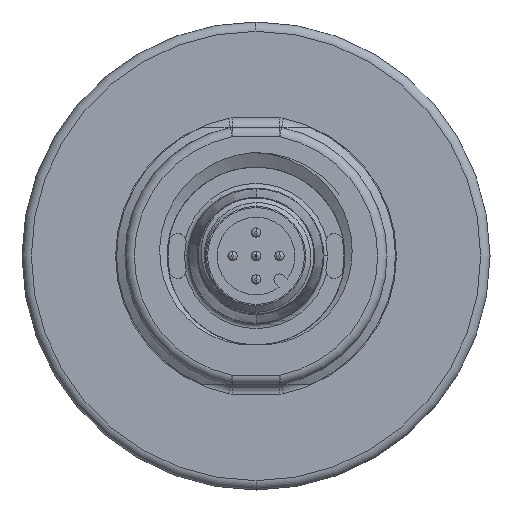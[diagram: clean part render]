
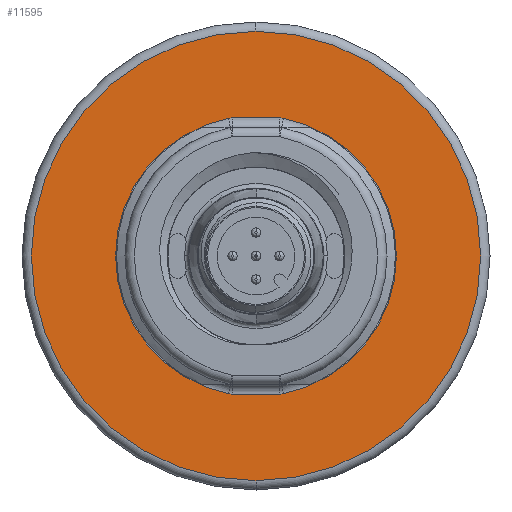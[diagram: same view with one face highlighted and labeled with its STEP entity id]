
A CAD part, front view. The second image highlights one B-rep face of the part: STEP entity #11595.
In plain terms, the highlighted planar face has unit normal (0, -1, 0).
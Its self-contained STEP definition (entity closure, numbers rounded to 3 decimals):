
#2359=CARTESIAN_POINT('',(0.,-3.,0.));
#2360=DIRECTION('',(0.,1.,0.));
#2361=DIRECTION('',(0.,0.,-1.));
#2362=AXIS2_PLACEMENT_3D('',#2359,#2360,#2361);
#2364=CARTESIAN_POINT('',(0.,-3.,0.));
#2365=DIRECTION('',(0.,1.,0.));
#2366=DIRECTION('',(0.,0.,1.));
#2367=AXIS2_PLACEMENT_3D('',#2364,#2365,#2366);
#2369=CARTESIAN_POINT('',(0.,-3.,0.));
#2370=DIRECTION('',(0.,-1.,0.));
#2371=DIRECTION('',(-0.195,0.,0.981));
#2372=AXIS2_PLACEMENT_3D('',#2369,#2370,#2371);
#2374=CARTESIAN_POINT('',(-2.537,-3.,-12.75));
#2375=DIRECTION('',(0.,-1.,0.));
#2376=DIRECTION('',(-0.195,0.,-0.981));
#2377=AXIS2_PLACEMENT_3D('',#2374,#2375,#2376);
#2379=DIRECTION('',(1.,0.,0.));
#2380=VECTOR('',#2379,5.074);
#2381=CARTESIAN_POINT('',(-2.537,-3.,-14.75));
#2382=LINE('',#2381,#2380);
#2383=CARTESIAN_POINT('',(2.537,-3.,-12.75));
#2384=DIRECTION('',(0.,-1.,0.));
#2385=DIRECTION('',(0.,0.,-1.));
#2386=AXIS2_PLACEMENT_3D('',#2383,#2384,#2385);
#2388=CARTESIAN_POINT('',(0.,-3.,0.));
#2389=DIRECTION('',(0.,-1.,0.));
#2390=DIRECTION('',(0.195,0.,-0.981));
#2391=AXIS2_PLACEMENT_3D('',#2388,#2389,#2390);
#2393=CARTESIAN_POINT('',(2.537,-3.,12.75));
#2394=DIRECTION('',(0.,-1.,0.));
#2395=DIRECTION('',(0.195,0.,0.981));
#2396=AXIS2_PLACEMENT_3D('',#2393,#2394,#2395);
#2398=DIRECTION('',(-1.,0.,0.));
#2399=VECTOR('',#2398,5.074);
#2400=CARTESIAN_POINT('',(2.537,-3.,14.75));
#2401=LINE('',#2400,#2399);
#2402=CARTESIAN_POINT('',(-2.537,-3.,12.75));
#2403=DIRECTION('',(0.,-1.,0.));
#2404=DIRECTION('',(0.,0.,1.));
#2405=AXIS2_PLACEMENT_3D('',#2402,#2403,#2404);
#8477=CARTESIAN_POINT('',(-2.928,-3.,14.712));
#8478=CARTESIAN_POINT('',(-2.928,-3.,-14.712));
#8479=VERTEX_POINT('',#8477);
#8480=VERTEX_POINT('',#8478);
#8485=CARTESIAN_POINT('',(2.928,-3.,-14.712));
#8486=CARTESIAN_POINT('',(2.928,-3.,14.712));
#8487=VERTEX_POINT('',#8485);
#8488=VERTEX_POINT('',#8486);
#8497=CARTESIAN_POINT('',(0.,-3.,-24.));
#8498=CARTESIAN_POINT('',(0.,-3.,24.));
#8499=VERTEX_POINT('',#8497);
#8500=VERTEX_POINT('',#8498);
#8732=CARTESIAN_POINT('',(-2.537,-3.,-14.75));
#8733=CARTESIAN_POINT('',(2.537,-3.,-14.75));
#8734=VERTEX_POINT('',#8732);
#8735=VERTEX_POINT('',#8733);
#8736=CARTESIAN_POINT('',(2.537,-3.,14.75));
#8737=CARTESIAN_POINT('',(-2.537,-3.,14.75));
#8738=VERTEX_POINT('',#8736);
#8739=VERTEX_POINT('',#8737);
#11567=CARTESIAN_POINT('',(0.,-3.,0.));
#11568=DIRECTION('',(0.,-1.,0.));
#11569=DIRECTION('',(0.,0.,1.));
#11570=AXIS2_PLACEMENT_3D('',#11567,#11568,#11569);
#11571=PLANE('',#11570);
#11573=ORIENTED_EDGE('',*,*,#11572,.T.);
#11575=ORIENTED_EDGE('',*,*,#11574,.T.);
#11576=EDGE_LOOP('',(#11573,#11575));
#11577=FACE_OUTER_BOUND('',#11576,.F.);
#11578=ORIENTED_EDGE('',*,*,#11557,.T.);
#11580=ORIENTED_EDGE('',*,*,#11579,.T.);
#11582=ORIENTED_EDGE('',*,*,#11581,.T.);
#11584=ORIENTED_EDGE('',*,*,#11583,.T.);
#11586=ORIENTED_EDGE('',*,*,#11585,.T.);
#11588=ORIENTED_EDGE('',*,*,#11587,.T.);
#11590=ORIENTED_EDGE('',*,*,#11589,.T.);
#11592=ORIENTED_EDGE('',*,*,#11591,.T.);
#11593=EDGE_LOOP('',(#11578,#11580,#11582,#11584,#11586,#11588,#11590,#11592));
#11594=FACE_BOUND('',#11593,.F.);
#11595=ADVANCED_FACE('',(#11577,#11594),#11571,.T.);
#2363=CIRCLE('',#2362,24.);
#2368=CIRCLE('',#2367,24.);
#2373=CIRCLE('',#2372,15.);
#2378=CIRCLE('',#2377,2.);
#2387=CIRCLE('',#2386,2.);
#2392=CIRCLE('',#2391,15.);
#2397=CIRCLE('',#2396,2.);
#2406=CIRCLE('',#2405,2.);
#11557=EDGE_CURVE('',#8479,#8480,#2373,.T.);
#11572=EDGE_CURVE('',#8499,#8500,#2363,.T.);
#11574=EDGE_CURVE('',#8500,#8499,#2368,.T.);
#11579=EDGE_CURVE('',#8480,#8734,#2378,.T.);
#11581=EDGE_CURVE('',#8734,#8735,#2382,.T.);
#11583=EDGE_CURVE('',#8735,#8487,#2387,.T.);
#11585=EDGE_CURVE('',#8487,#8488,#2392,.T.);
#11587=EDGE_CURVE('',#8488,#8738,#2397,.T.);
#11589=EDGE_CURVE('',#8738,#8739,#2401,.T.);
#11591=EDGE_CURVE('',#8739,#8479,#2406,.T.);
